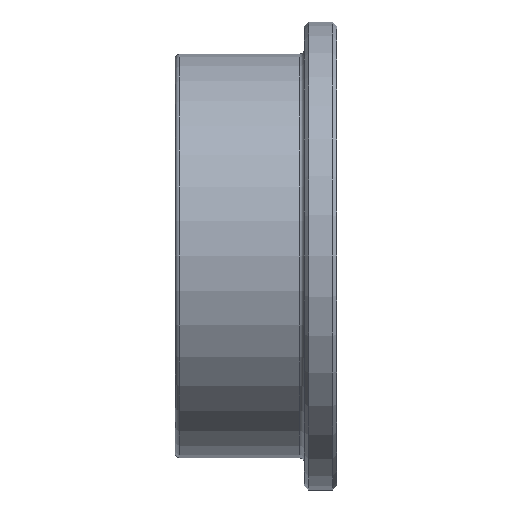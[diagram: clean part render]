
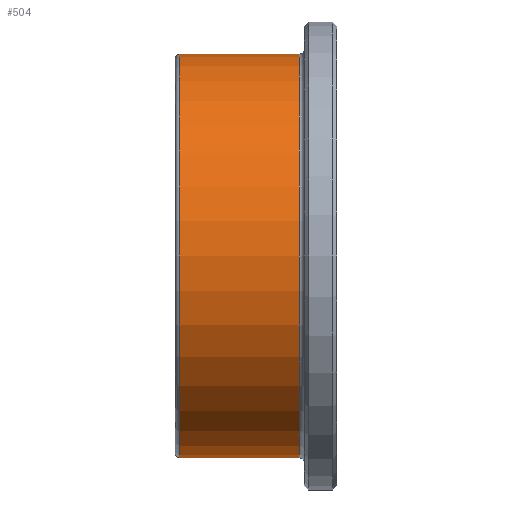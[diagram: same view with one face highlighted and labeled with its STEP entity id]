
A CAD part, front view. The second image highlights one B-rep face of the part: STEP entity #504.
In plain terms, the highlighted cylindrical face has radius 5 mm (diameter 10 mm), a full revolution.
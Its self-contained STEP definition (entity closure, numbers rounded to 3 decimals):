
#77=LINE('',#887,#92);
#92=VECTOR('',#714,5.);
#106=CYLINDRICAL_SURFACE('',#585,5.);
#125=FACE_OUTER_BOUND('',#169,.T.);
#169=EDGE_LOOP('',(#405,#406,#407,#408));
#218=CIRCLE('',#583,5.);
#220=CIRCLE('',#586,5.);
#263=VERTEX_POINT('',#881);
#264=VERTEX_POINT('',#885);
#320=EDGE_CURVE('',#263,#263,#218,.T.);
#322=EDGE_CURVE('',#264,#264,#220,.T.);
#323=EDGE_CURVE('',#264,#263,#77,.T.);
#405=ORIENTED_EDGE('',*,*,#322,.F.);
#406=ORIENTED_EDGE('',*,*,#323,.T.);
#407=ORIENTED_EDGE('',*,*,#320,.F.);
#408=ORIENTED_EDGE('',*,*,#323,.F.);
#504=ADVANCED_FACE('',(#125),#106,.T.);
#583=AXIS2_PLACEMENT_3D('',#882,#706,#707);
#585=AXIS2_PLACEMENT_3D('',#884,#710,#711);
#586=AXIS2_PLACEMENT_3D('',#886,#712,#713);
#706=DIRECTION('center_axis',(-1.,0.,0.));
#707=DIRECTION('ref_axis',(0.,1.,0.));
#710=DIRECTION('center_axis',(1.,0.,0.));
#711=DIRECTION('ref_axis',(0.,-1.,0.));
#712=DIRECTION('center_axis',(1.,0.,0.));
#713=DIRECTION('ref_axis',(0.,1.,0.));
#714=DIRECTION('',(-1.,0.,0.));
#881=CARTESIAN_POINT('',(-1.9,5.,0.));
#882=CARTESIAN_POINT('Origin',(-1.9,0.,0.));
#884=CARTESIAN_POINT('Origin',(-2.2,0.,0.));
#885=CARTESIAN_POINT('',(1.067,5.,0.));
#886=CARTESIAN_POINT('Origin',(1.067,0.,0.));
#887=CARTESIAN_POINT('',(-2.2,5.,0.));
